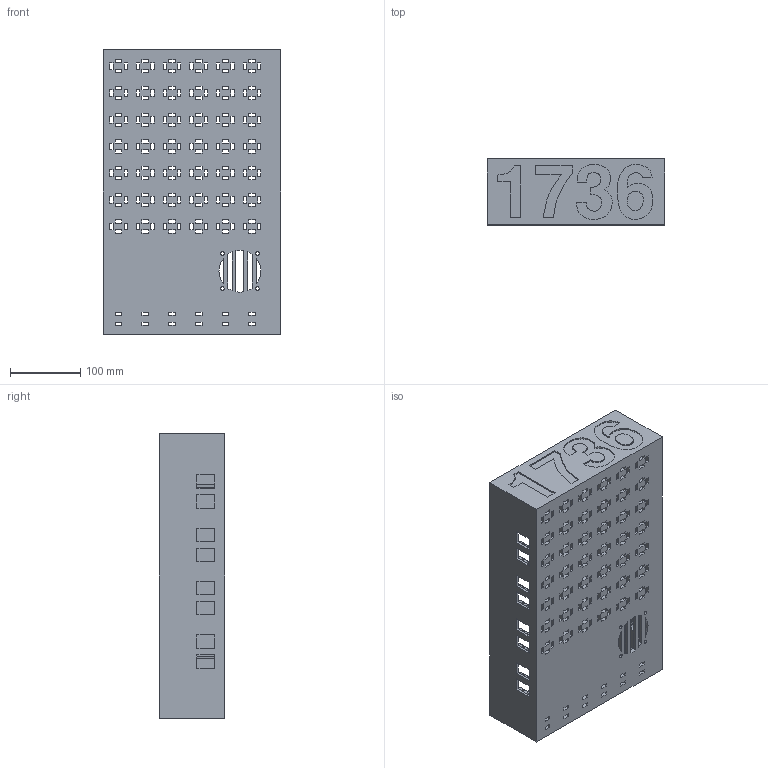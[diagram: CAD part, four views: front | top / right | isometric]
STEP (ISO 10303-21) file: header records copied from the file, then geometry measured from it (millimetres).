
FILE_DESCRIPTION(/* description */ (''),/* implementation_level */ '2;1');
FILE_NAME(/* name */ 'main_enclosure.stp',/* time_stamp */ '2015-08-24T19:52:41-05:00',/* author */ ('Chris Gerth'),/* organization */ (''),/* preprocessor_version */ 'ST-DEVELOPER v16.1',/* originating_system */ 'Autodesk Inventor 2016',/* authorisation */ '');
FILE_SCHEMA (('AUTOMOTIVE_DESIGN { 1 0 10303 214 3 1 1 }'));
Length unit declared in the file: inch
Products named in the file (1): main_enclosure
Bounding box: 254 x 93.98 x 406.4 mm (x, y, z)
Volume: 826364.3 mm3; surface area: 473140.9 mm2
Topology: 1 solids, 1 shells, 1507 faces, 4443 edges, 2953 vertices
Faces by surface type: plane 1225, bspline 251, cylinder 31
Full cylindrical faces by diameter (mm): 5 x1, 5.013 x4, 5.991 x4, 12 x1, 27.94 x1
Entity records: 50924 total; most frequent: CARTESIAN_POINT 11508, ORIENTED_EDGE 8864, DIRECTION 6506, EDGE_CURVE 4432, LINE 3868, VECTOR 3868, VERTEX_POINT 2953, EDGE_LOOP 1999
